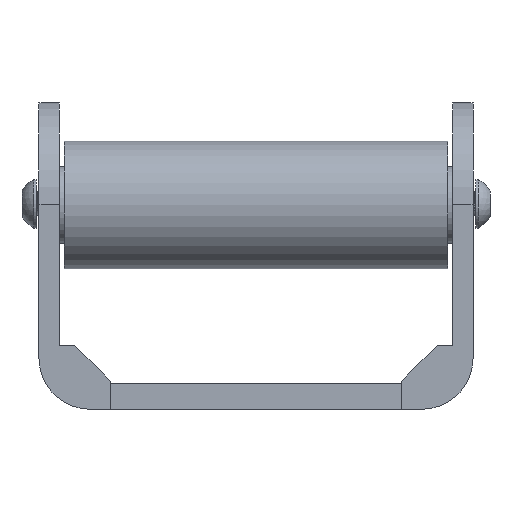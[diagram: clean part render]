
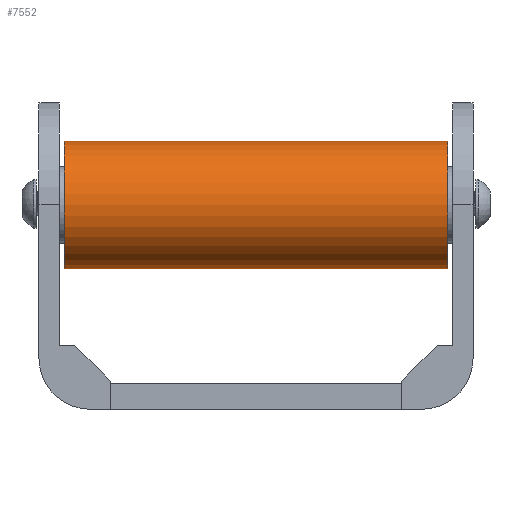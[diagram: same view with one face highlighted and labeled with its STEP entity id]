
A CAD part, front view. The second image highlights one B-rep face of the part: STEP entity #7552.
In plain terms, the highlighted cylindrical face has radius 12.5 mm (diameter 25 mm), a full revolution.
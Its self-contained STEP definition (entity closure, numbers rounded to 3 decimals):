
#719=CIRCLE('',#8188,12.5);
#720=CIRCLE('',#8189,12.5);
#905=CYLINDRICAL_SURFACE('',#8187,12.5);
#1226=FACE_OUTER_BOUND('',#1714,.T.);
#1714=EDGE_LOOP('',(#5365,#5366,#5367,#5368));
#2324=LINE('',#10985,#2808);
#2808=VECTOR('',#9106,12.5);
#3273=VERTEX_POINT('',#10982);
#3274=VERTEX_POINT('',#10984);
#4070=EDGE_CURVE('',#3273,#3273,#719,.T.);
#4071=EDGE_CURVE('',#3273,#3274,#2324,.T.);
#4072=EDGE_CURVE('',#3274,#3274,#720,.T.);
#5365=ORIENTED_EDGE('',*,*,#4070,.F.);
#5366=ORIENTED_EDGE('',*,*,#4071,.T.);
#5367=ORIENTED_EDGE('',*,*,#4072,.T.);
#5368=ORIENTED_EDGE('',*,*,#4071,.F.);
#7552=ADVANCED_FACE('',(#1226),#905,.T.);
#8187=AXIS2_PLACEMENT_3D('',#10981,#9102,#9103);
#8188=AXIS2_PLACEMENT_3D('',#10983,#9104,#9105);
#8189=AXIS2_PLACEMENT_3D('',#10986,#9107,#9108);
#9102=DIRECTION('center_axis',(1.,0.,0.));
#9103=DIRECTION('ref_axis',(0.,1.,0.));
#9104=DIRECTION('center_axis',(1.,0.,0.));
#9105=DIRECTION('ref_axis',(0.,1.,0.));
#9106=DIRECTION('',(-1.,0.,0.));
#9107=DIRECTION('center_axis',(1.,0.,0.));
#9108=DIRECTION('ref_axis',(0.,1.,0.));
#10981=CARTESIAN_POINT('Origin',(5.,0.,0.));
#10982=CARTESIAN_POINT('',(80.,-12.5,0.));
#10983=CARTESIAN_POINT('Origin',(80.,0.,0.));
#10984=CARTESIAN_POINT('',(5.,-12.5,0.));
#10985=CARTESIAN_POINT('',(5.,-12.5,0.));
#10986=CARTESIAN_POINT('Origin',(5.,0.,0.));
